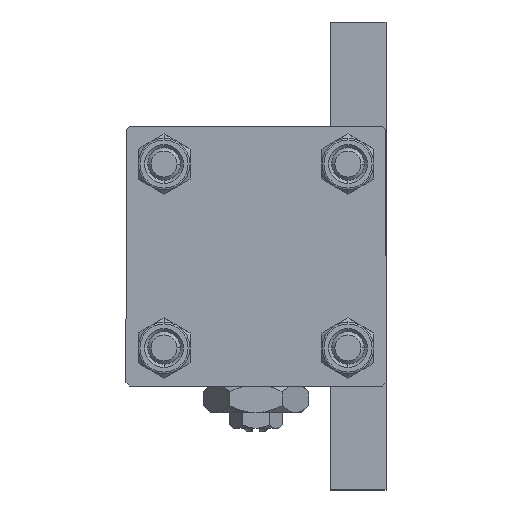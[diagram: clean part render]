
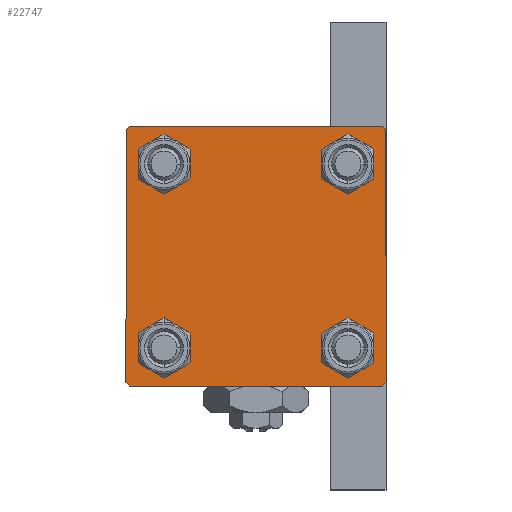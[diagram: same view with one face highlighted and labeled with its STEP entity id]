
A CAD part, left-side view. The second image highlights one B-rep face of the part: STEP entity #22747.
In plain terms, the highlighted planar face has unit normal (-1, 0, 0).
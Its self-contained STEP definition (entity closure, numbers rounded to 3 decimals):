
#193 = ORIENTED_EDGE ( 'NONE', *, *, #46708, .T. ) ;
#395 = EDGE_CURVE ( 'NONE', #44096, #3216, #42216, .T. ) ;
#1167 = LINE ( 'NONE', #43939, #31047 ) ;
#1181 = EDGE_CURVE ( 'NONE', #15562, #8592, #12421, .T. ) ;
#1490 = DIRECTION ( 'NONE',  ( 1., 0., 0. ) ) ;
#1803 = CARTESIAN_POINT ( 'NONE',  ( 0., -19.5, 20. ) ) ;
#2090 = CARTESIAN_POINT ( 'NONE',  ( 0., 14.15, 14.15 ) ) ;
#2896 = FACE_BOUND ( 'NONE', #3453, .T. ) ;
#3216 = VERTEX_POINT ( 'NONE', #26025 ) ;
#3453 = EDGE_LOOP ( 'NONE', ( #6211, #10982 ) ) ;
#3606 = VERTEX_POINT ( 'NONE', #18653 ) ;
#4220 = CIRCLE ( 'NONE', #28342, 3. ) ;
#5844 = VERTEX_POINT ( 'NONE', #29273 ) ;
#6211 = ORIENTED_EDGE ( 'NONE', *, *, #48243, .T. ) ;
#6527 = ORIENTED_EDGE ( 'NONE', *, *, #40196, .T. ) ;
#6647 = ORIENTED_EDGE ( 'NONE', *, *, #16470, .T. ) ;
#7044 = VECTOR ( 'NONE', #39349, 1000. ) ;
#7389 = EDGE_LOOP ( 'NONE', ( #22180, #6527 ) ) ;
#7732 = CARTESIAN_POINT ( 'NONE',  ( 0., 20., 20. ) ) ;
#7817 = DIRECTION ( 'NONE',  ( 0., 0., -1. ) ) ;
#7867 = CIRCLE ( 'NONE', #25543, 3. ) ;
#7964 = CIRCLE ( 'NONE', #36104, 3. ) ;
#8064 = CARTESIAN_POINT ( 'NONE',  ( 0., -20., 20. ) ) ;
#8490 = VECTOR ( 'NONE', #36964, 1000. ) ;
#8505 = EDGE_CURVE ( 'NONE', #43523, #40127, #15159, .T. ) ;
#8592 = VERTEX_POINT ( 'NONE', #1803 ) ;
#8656 = CARTESIAN_POINT ( 'NONE',  ( 0., 20., 20. ) ) ;
#9286 = EDGE_CURVE ( 'NONE', #3216, #44096, #4220, .T. ) ;
#9487 = CARTESIAN_POINT ( 'NONE',  ( 0., 20., -20. ) ) ;
#10235 = EDGE_CURVE ( 'NONE', #28719, #32660, #48413, .T. ) ;
#10288 = EDGE_CURVE ( 'NONE', #15562, #17712, #41076, .T. ) ;
#10349 = ORIENTED_EDGE ( 'NONE', *, *, #8505, .T. ) ;
#10447 = PLANE ( 'NONE',  #17718 ) ;
#10518 = CARTESIAN_POINT ( 'NONE',  ( 0., -14.15, -14.15 ) ) ;
#10982 = ORIENTED_EDGE ( 'NONE', *, *, #17845, .T. ) ;
#11565 = CARTESIAN_POINT ( 'NONE',  ( 0., 14.15, -14.15 ) ) ;
#11675 = AXIS2_PLACEMENT_3D ( 'NONE', #18607, #33960, #15315 ) ;
#12271 = AXIS2_PLACEMENT_3D ( 'NONE', #30022, #37060, #49101 ) ;
#12421 = LINE ( 'NONE', #8656, #7044 ) ;
#12457 = LINE ( 'NONE', #41039, #17282 ) ;
#13872 = DIRECTION ( 'NONE',  ( 0., -0.707, 0.707 ) ) ;
#14672 = VERTEX_POINT ( 'NONE', #44328 ) ;
#15159 = LINE ( 'NONE', #9487, #25899 ) ;
#15315 = DIRECTION ( 'NONE',  ( 0., 0., 1. ) ) ;
#15473 = VERTEX_POINT ( 'NONE', #30449 ) ;
#15562 = VERTEX_POINT ( 'NONE', #34973 ) ;
#16427 = CIRCLE ( 'NONE', #38113, 3. ) ;
#16457 = DIRECTION ( 'NONE',  ( 1., 0., 0. ) ) ;
#16468 = ORIENTED_EDGE ( 'NONE', *, *, #395, .T. ) ;
#16470 = EDGE_CURVE ( 'NONE', #32660, #28719, #16427, .T. ) ;
#17282 = VECTOR ( 'NONE', #13872, 1000. ) ;
#17347 = LINE ( 'NONE', #32709, #8490 ) ;
#17501 = VERTEX_POINT ( 'NONE', #39195 ) ;
#17712 = VERTEX_POINT ( 'NONE', #38754 ) ;
#17718 = AXIS2_PLACEMENT_3D ( 'NONE', #18255, #41891, #41148 ) ;
#17845 = EDGE_CURVE ( 'NONE', #42292, #17501, #23815, .T. ) ;
#18085 = CARTESIAN_POINT ( 'NONE',  ( 0., -14.15, 14.15 ) ) ;
#18094 = ORIENTED_EDGE ( 'NONE', *, *, #35645, .T. ) ;
#18255 = CARTESIAN_POINT ( 'NONE',  ( 0., 0., 0. ) ) ;
#18434 = CARTESIAN_POINT ( 'NONE',  ( 0., 19.75, 19.75 ) ) ;
#18607 = CARTESIAN_POINT ( 'NONE',  ( 0., 14.15, 14.15 ) ) ;
#18653 = CARTESIAN_POINT ( 'NONE',  ( 0., -14.15, 11.15 ) ) ;
#18760 = FACE_OUTER_BOUND ( 'NONE', #39708, .T. ) ;
#18871 = CARTESIAN_POINT ( 'NONE',  ( 0., -20., 19.5 ) ) ;
#19101 = CARTESIAN_POINT ( 'NONE',  ( 0., 14.15, 17.15 ) ) ;
#19163 = EDGE_LOOP ( 'NONE', ( #16468, #47670 ) ) ;
#20092 = VECTOR ( 'NONE', #45471, 1000. ) ;
#22180 = ORIENTED_EDGE ( 'NONE', *, *, #42238, .T. ) ;
#22408 = EDGE_LOOP ( 'NONE', ( #6647, #46929 ) ) ;
#22530 = FACE_BOUND ( 'NONE', #7389, .T. ) ;
#22707 = DIRECTION ( 'NONE',  ( 0., 0.707, -0.707 ) ) ;
#22747 = ADVANCED_FACE ( 'NONE', ( #22530, #29584, #2896, #37369, #18760 ), #10447, .T. ) ;
#22796 = ORIENTED_EDGE ( 'NONE', *, *, #36002, .T. ) ;
#22919 = LINE ( 'NONE', #8064, #35111 ) ;
#22994 = ORIENTED_EDGE ( 'NONE', *, *, #10288, .T. ) ;
#23815 = CIRCLE ( 'NONE', #37448, 3. ) ;
#24360 = VECTOR ( 'NONE', #22707, 1000. ) ;
#25403 = CARTESIAN_POINT ( 'NONE',  ( 0., 14.15, -14.15 ) ) ;
#25408 = DIRECTION ( 'NONE',  ( 1., 0., 0. ) ) ;
#25543 = AXIS2_PLACEMENT_3D ( 'NONE', #33528, #45083, #48841 ) ;
#25885 = DIRECTION ( 'NONE',  ( 1., 0., 0. ) ) ;
#25899 = VECTOR ( 'NONE', #26014, 1000. ) ;
#26014 = DIRECTION ( 'NONE',  ( 0., -1., 0. ) ) ;
#26025 = CARTESIAN_POINT ( 'NONE',  ( 0., 14.15, 11.15 ) ) ;
#27208 = VERTEX_POINT ( 'NONE', #18871 ) ;
#28290 = DIRECTION ( 'NONE',  ( 0., 0., 1. ) ) ;
#28342 = AXIS2_PLACEMENT_3D ( 'NONE', #2090, #16457, #28290 ) ;
#28682 = CIRCLE ( 'NONE', #41518, 3. ) ;
#28719 = VERTEX_POINT ( 'NONE', #36408 ) ;
#29175 = DIRECTION ( 'NONE',  ( 0., 0., 1. ) ) ;
#29273 = CARTESIAN_POINT ( 'NONE',  ( 0., -14.15, 17.15 ) ) ;
#29584 = FACE_BOUND ( 'NONE', #22408, .T. ) ;
#29711 = DIRECTION ( 'NONE',  ( 0., 0., 1. ) ) ;
#30022 = CARTESIAN_POINT ( 'NONE',  ( 0., -14.15, -14.15 ) ) ;
#30449 = CARTESIAN_POINT ( 'NONE',  ( 0., 20., -19.5 ) ) ;
#30885 = LINE ( 'NONE', #7732, #20092 ) ;
#31047 = VECTOR ( 'NONE', #40413, 1000. ) ;
#32200 = DIRECTION ( 'NONE',  ( 0., 0., 1. ) ) ;
#32660 = VERTEX_POINT ( 'NONE', #46642 ) ;
#32709 = CARTESIAN_POINT ( 'NONE',  ( 0., 19.75, -19.75 ) ) ;
#33528 = CARTESIAN_POINT ( 'NONE',  ( 0., -14.15, 14.15 ) ) ;
#33730 = DIRECTION ( 'NONE',  ( 1., 0., 0. ) ) ;
#33960 = DIRECTION ( 'NONE',  ( 1., 0., 0. ) ) ;
#34123 = ORIENTED_EDGE ( 'NONE', *, *, #1181, .F. ) ;
#34780 = CARTESIAN_POINT ( 'NONE',  ( 0., 14.15, -17.15 ) ) ;
#34973 = CARTESIAN_POINT ( 'NONE',  ( 0., 19.5, 20. ) ) ;
#35111 = VECTOR ( 'NONE', #7817, 1000. ) ;
#35645 = EDGE_CURVE ( 'NONE', #40127, #14672, #12457, .T. ) ;
#36002 = EDGE_CURVE ( 'NONE', #15473, #43523, #17347, .T. ) ;
#36104 = AXIS2_PLACEMENT_3D ( 'NONE', #11565, #33730, #29711 ) ;
#36125 = ORIENTED_EDGE ( 'NONE', *, *, #38400, .T. ) ;
#36408 = CARTESIAN_POINT ( 'NONE',  ( 0., -14.15, -17.15 ) ) ;
#36964 = DIRECTION ( 'NONE',  ( 0., -0.707, -0.707 ) ) ;
#37060 = DIRECTION ( 'NONE',  ( 1., 0., 0. ) ) ;
#37369 = FACE_BOUND ( 'NONE', #19163, .T. ) ;
#37448 = AXIS2_PLACEMENT_3D ( 'NONE', #25403, #1490, #32200 ) ;
#37684 = DIRECTION ( 'NONE',  ( 0., 0., 1. ) ) ;
#38113 = AXIS2_PLACEMENT_3D ( 'NONE', #10518, #25885, #37684 ) ;
#38150 = CARTESIAN_POINT ( 'NONE',  ( 0., 19.5, -20. ) ) ;
#38400 = EDGE_CURVE ( 'NONE', #27208, #8592, #1167, .T. ) ;
#38754 = CARTESIAN_POINT ( 'NONE',  ( 0., 20., 19.5 ) ) ;
#39195 = CARTESIAN_POINT ( 'NONE',  ( 0., 14.15, -11.15 ) ) ;
#39349 = DIRECTION ( 'NONE',  ( 0., -1., 0. ) ) ;
#39708 = EDGE_LOOP ( 'NONE', ( #193, #22796, #10349, #18094, #45690, #36125, #34123, #22994 ) ) ;
#39969 = EDGE_CURVE ( 'NONE', #27208, #14672, #22919, .T. ) ;
#40000 = CARTESIAN_POINT ( 'NONE',  ( 0., -19.5, -20. ) ) ;
#40127 = VERTEX_POINT ( 'NONE', #40000 ) ;
#40196 = EDGE_CURVE ( 'NONE', #3606, #5844, #28682, .T. ) ;
#40413 = DIRECTION ( 'NONE',  ( 0., 0.707, 0.707 ) ) ;
#41039 = CARTESIAN_POINT ( 'NONE',  ( 0., -19.75, -19.75 ) ) ;
#41076 = LINE ( 'NONE', #18434, #24360 ) ;
#41148 = DIRECTION ( 'NONE',  ( 0., 0., 1. ) ) ;
#41518 = AXIS2_PLACEMENT_3D ( 'NONE', #18085, #25408, #29175 ) ;
#41891 = DIRECTION ( 'NONE',  ( -1., 0., 0. ) ) ;
#42216 = CIRCLE ( 'NONE', #11675, 3. ) ;
#42238 = EDGE_CURVE ( 'NONE', #5844, #3606, #7867, .T. ) ;
#42292 = VERTEX_POINT ( 'NONE', #34780 ) ;
#43523 = VERTEX_POINT ( 'NONE', #38150 ) ;
#43939 = CARTESIAN_POINT ( 'NONE',  ( 0., -19.75, 19.75 ) ) ;
#44096 = VERTEX_POINT ( 'NONE', #19101 ) ;
#44328 = CARTESIAN_POINT ( 'NONE',  ( 0., -20., -19.5 ) ) ;
#45083 = DIRECTION ( 'NONE',  ( 1., 0., 0. ) ) ;
#45471 = DIRECTION ( 'NONE',  ( 0., 0., -1. ) ) ;
#45690 = ORIENTED_EDGE ( 'NONE', *, *, #39969, .F. ) ;
#46642 = CARTESIAN_POINT ( 'NONE',  ( 0., -14.15, -11.15 ) ) ;
#46708 = EDGE_CURVE ( 'NONE', #17712, #15473, #30885, .T. ) ;
#46929 = ORIENTED_EDGE ( 'NONE', *, *, #10235, .T. ) ;
#47670 = ORIENTED_EDGE ( 'NONE', *, *, #9286, .T. ) ;
#48243 = EDGE_CURVE ( 'NONE', #17501, #42292, #7964, .T. ) ;
#48413 = CIRCLE ( 'NONE', #12271, 3. ) ;
#48841 = DIRECTION ( 'NONE',  ( 0., 0., 1. ) ) ;
#49101 = DIRECTION ( 'NONE',  ( 0., 0., 1. ) ) ;
